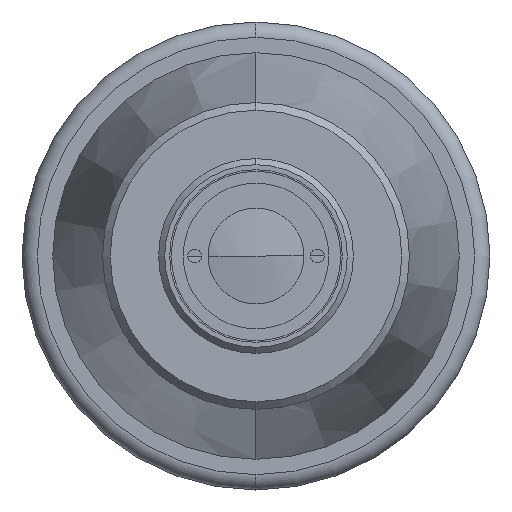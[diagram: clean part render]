
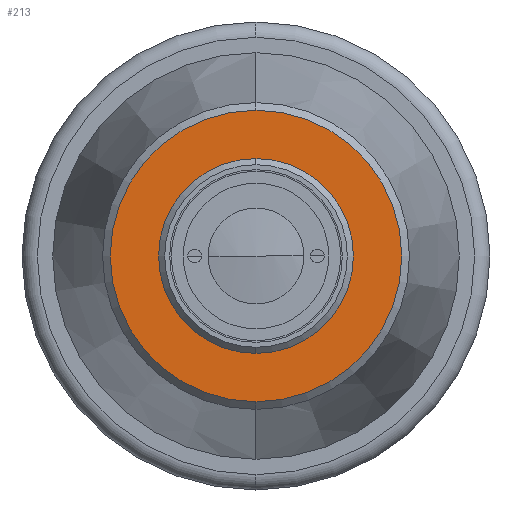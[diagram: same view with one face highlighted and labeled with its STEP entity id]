
A CAD part, left-side view. The second image highlights one B-rep face of the part: STEP entity #213.
In plain terms, the highlighted planar face has unit normal (-1, 0, 0).
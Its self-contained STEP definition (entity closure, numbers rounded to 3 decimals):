
#213 = ADVANCED_FACE ( 'NONE', ( #2278, #2282 ), #2361, .T. ) ;
#484 = VERTEX_POINT ( 'NONE', #3096 ) ;
#490 = VERTEX_POINT ( 'NONE', #3102 ) ;
#498 = VERTEX_POINT ( 'NONE', #3110 ) ;
#499 = VERTEX_POINT ( 'NONE', #3111 ) ;
#841 = EDGE_LOOP ( 'NONE', ( #956, #957 ) ) ;
#845 = EDGE_LOOP ( 'NONE', ( #954, #955 ) ) ;
#954 = ORIENTED_EDGE ( 'NONE', *, *, #982, .T. ) ;
#955 = ORIENTED_EDGE ( 'NONE', *, *, #972, .T. ) ;
#956 = ORIENTED_EDGE ( 'NONE', *, *, #983, .T. ) ;
#957 = ORIENTED_EDGE ( 'NONE', *, *, #984, .T. ) ;
#972 = EDGE_CURVE ( 'NONE', #490, #484, #2915, .T. ) ;
#982 = EDGE_CURVE ( 'NONE', #484, #490, #2931, .T. ) ;
#983 = EDGE_CURVE ( 'NONE', #498, #499, #2932, .T. ) ;
#984 = EDGE_CURVE ( 'NONE', #499, #498, #2929, .T. ) ;
#2278 = FACE_OUTER_BOUND ( 'NONE', #845, .T. ) ;
#2282 = FACE_BOUND ( 'NONE', #841, .T. ) ;
#2361 = PLANE ( 'NONE',  #2615 ) ;
#2369 = CARTESIAN_POINT ( 'NONE',  ( 17.52, 12., 0. ) ) ;
#2370 = DIRECTION ( 'NONE',  ( -1., 0., 0. ) ) ;
#2371 = DIRECTION ( 'NONE',  ( 0., 0., 1. ) ) ;
#2615 = AXIS2_PLACEMENT_3D ( 'NONE', #2369, #2370, #2371 ) ;
#2915 = CIRCLE ( 'NONE', #3253, 19. ) ;
#2929 = CIRCLE ( 'NONE', #3262, 12. ) ;
#2931 = CIRCLE ( 'NONE', #3260, 19. ) ;
#2932 = CIRCLE ( 'NONE', #3261, 12. ) ;
#3096 = CARTESIAN_POINT ( 'NONE',  ( 17.52, 0., -19. ) ) ;
#3102 = CARTESIAN_POINT ( 'NONE',  ( 17.52, 0., 19. ) ) ;
#3110 = CARTESIAN_POINT ( 'NONE',  ( 17.52, 0., -12. ) ) ;
#3111 = CARTESIAN_POINT ( 'NONE',  ( 17.52, 0., 12. ) ) ;
#3253 = AXIS2_PLACEMENT_3D ( 'NONE', #3421, #3422, #3423 ) ;
#3260 = AXIS2_PLACEMENT_3D ( 'NONE', #3448, #3449, #3450 ) ;
#3261 = AXIS2_PLACEMENT_3D ( 'NONE', #3452, #3453, #3454 ) ;
#3262 = AXIS2_PLACEMENT_3D ( 'NONE', #3455, #3456, #3457 ) ;
#3421 = CARTESIAN_POINT ( 'NONE',  ( 17.52, 0., 0. ) ) ;
#3422 = DIRECTION ( 'NONE',  ( -1., 0., 0. ) ) ;
#3423 = DIRECTION ( 'NONE',  ( 0., 0., 1. ) ) ;
#3448 = CARTESIAN_POINT ( 'NONE',  ( 17.52, 0., 0. ) ) ;
#3449 = DIRECTION ( 'NONE',  ( -1., 0., 0. ) ) ;
#3450 = DIRECTION ( 'NONE',  ( 0., 0., 1. ) ) ;
#3452 = CARTESIAN_POINT ( 'NONE',  ( 17.52, 0., 0. ) ) ;
#3453 = DIRECTION ( 'NONE',  ( 1., 0., 0. ) ) ;
#3454 = DIRECTION ( 'NONE',  ( 0., 0., -1. ) ) ;
#3455 = CARTESIAN_POINT ( 'NONE',  ( 17.52, 0., 0. ) ) ;
#3456 = DIRECTION ( 'NONE',  ( 1., 0., 0. ) ) ;
#3457 = DIRECTION ( 'NONE',  ( 0., 0., -1. ) ) ;
